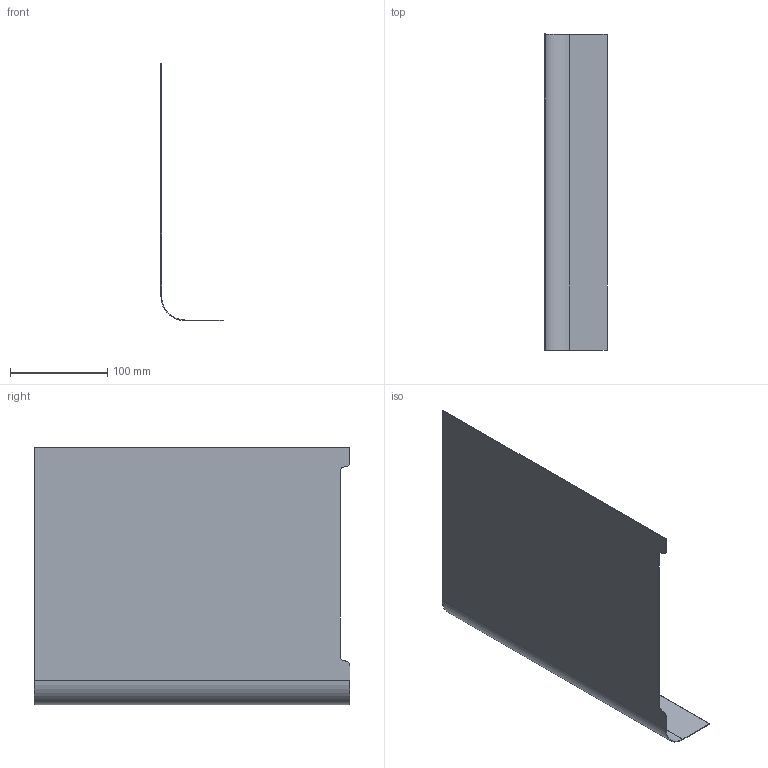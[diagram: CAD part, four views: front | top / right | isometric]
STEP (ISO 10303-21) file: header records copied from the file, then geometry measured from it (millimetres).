
FILE_DESCRIPTION(/* description */ (''),/* implementation_level */ '2;1');
FILE_NAME(/* name */ 'Veneer V1.step',/* time_stamp */ '2018-10-31T11:50:50-06:00',/* author */ (''),/* organization */ (''),/* preprocessor_version */ 'ST-DEVELOPER v17.2',/* originating_system */ 'Autodesk Translation Framework v7.6.0.251',/* authorisation */ '');
FILE_SCHEMA (('AUTOMOTIVE_DESIGN { 1 0 10303 214 3 1 1 }'));
Length unit declared in the file: millimetre
Products named in the file (1): Veneer
Bounding box: 64.05 x 325.4 x 265.3 mm (x, y, z)
Volume: 81188.8 mm3; surface area: 203985.3 mm2
Topology: 1 solids, 1 shells, 22 faces, 52 edges, 32 vertices
Faces by surface type: plane 16, cylinder 6
Entity records: 664 total; most frequent: DIRECTION 110, CARTESIAN_POINT 107, ORIENTED_EDGE 104, EDGE_CURVE 52, LINE 40, VECTOR 40, AXIS2_PLACEMENT_3D 35, VERTEX_POINT 32
